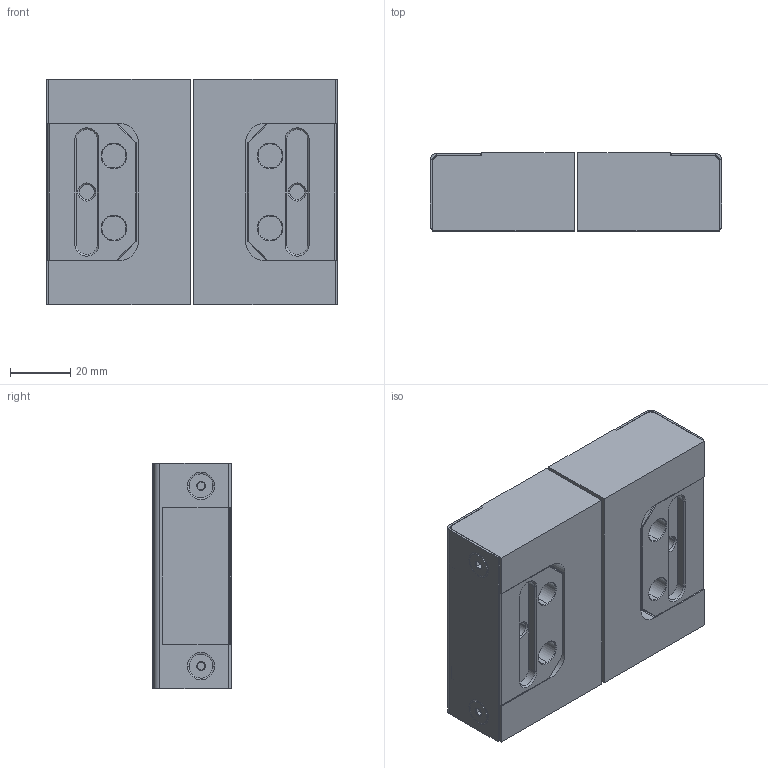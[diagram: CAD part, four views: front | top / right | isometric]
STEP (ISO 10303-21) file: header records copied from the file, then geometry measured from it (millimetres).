
FILE_DESCRIPTION (( 'STEP AP214' ), '1' );
FILE_NAME ('AL75A.STEP', '2020-04-17T20:41:27', ( '' ), ( '' ), 'SwSTEP 2.0', 'SolidWorks 2018', '' );
FILE_SCHEMA (( 'AUTOMOTIVE_DESIGN' ));
Length unit declared in the file: inch
Products named in the file (5): M4X8.FHS_92125A188; AL75-3; AL75A; AL75-1; AL75-2A
Assembly tree (14 placements, depth 2):
  AL75A
    AL75-1  x2
    AL75-2A  x2
    AL75-3  x2
    M4X8.FHS_92125A188  x8
Bounding box: 97.19 x 26.04 x 75 mm (x, y, z)
Volume: 175201.7 mm3; surface area: 55366.7 mm2
Topology: 14 solids, 14 shells, 818 faces, 2070 edges, 1288 vertices
Faces by surface type: cylinder 332, cone 218, plane 216, torus 32, bspline 20
Entity records: 8388 total; most frequent: CARTESIAN_POINT 2572, ORIENTED_EDGE 1154, DIRECTION 1154, EDGE_CURVE 577, AXIS2_PLACEMENT_3D 428, VERTEX_POINT 359, LINE 298, VECTOR 298
